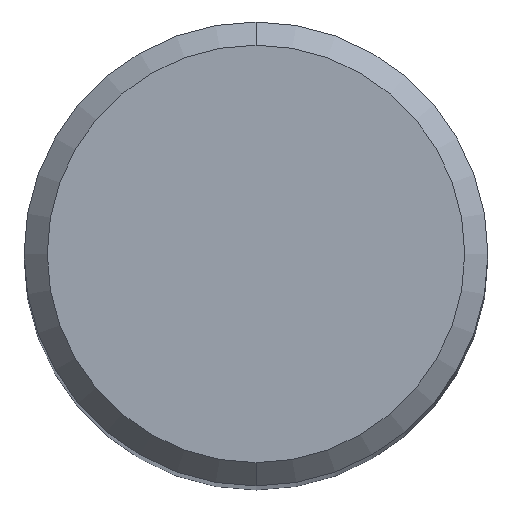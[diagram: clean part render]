
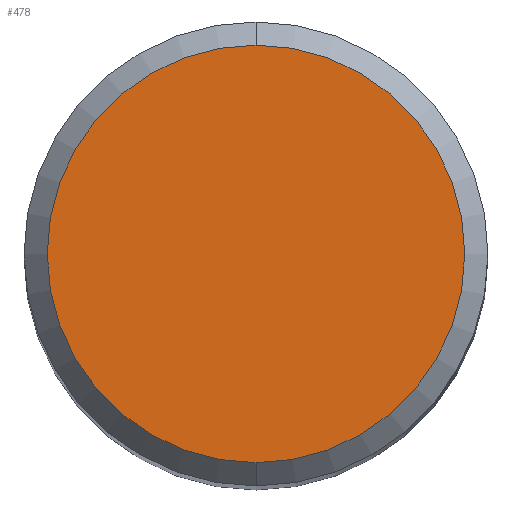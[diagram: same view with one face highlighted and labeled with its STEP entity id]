
A CAD part, top view. The second image highlights one B-rep face of the part: STEP entity #478.
In plain terms, the highlighted planar face has unit normal (0, 0, 1).
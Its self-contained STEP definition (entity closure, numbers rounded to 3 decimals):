
#450=VERTEX_POINT('',#1028);
#478=ADVANCED_FACE('',(#1059),#1060,.T.);
#574=VERTEX_POINT('',#1166);
#684=EDGE_CURVE('',#574,#450,#1285,.T.);
#738=EDGE_CURVE('',#450,#574,#1345,.T.);
#1028=CARTESIAN_POINT('',(0.0,5.4,0.0));
#1059=FACE_OUTER_BOUND('',#3420,.T.);
#1060=PLANE('',#3421);
#1166=CARTESIAN_POINT('',(0.,-5.4,0.0));
#1285=CIRCLE('',#4851,5.4);
#1345=CIRCLE('',#5636,5.4);
#3420=EDGE_LOOP('',(#6238,#6239));
#3421=AXIS2_PLACEMENT_3D('',#6240,#6241,#6242);
#4851=AXIS2_PLACEMENT_3D('',#6464,#6465,#6466);
#5636=AXIS2_PLACEMENT_3D('',#6529,#6530,#6531);
#6238=ORIENTED_EDGE('',*,*,#738,.F.);
#6239=ORIENTED_EDGE('',*,*,#684,.F.);
#6240=CARTESIAN_POINT('',(0.0,2.7,0.0));
#6241=DIRECTION('',(-0.0,0.0,1.0));
#6242=DIRECTION('',(0.0,-1.0,0.0));
#6464=CARTESIAN_POINT('',(0.0,0.0,0.0));
#6465=DIRECTION('',(0.0,0.0,-1.0));
#6466=DIRECTION('',(0.0,1.0,0.0));
#6529=CARTESIAN_POINT('',(0.0,0.0,0.0));
#6530=DIRECTION('',(0.0,0.0,-1.0));
#6531=DIRECTION('',(0.0,1.0,0.0));
